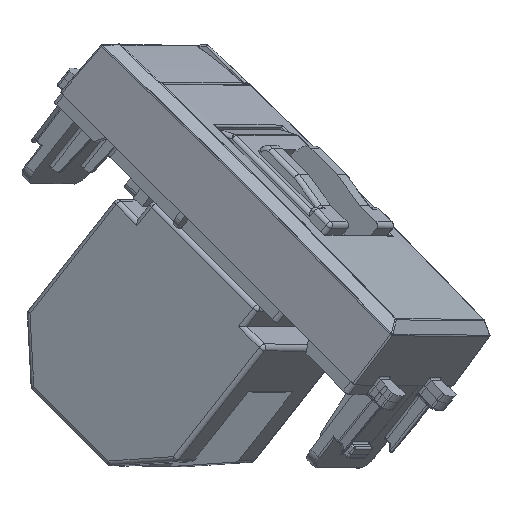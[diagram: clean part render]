
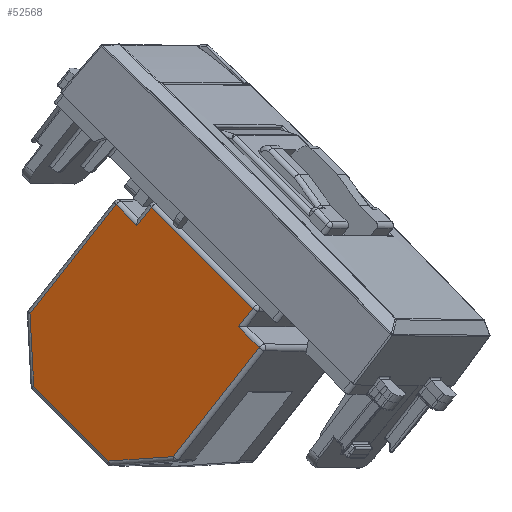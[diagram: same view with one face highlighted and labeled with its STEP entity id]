
A CAD part, isometric view. The second image highlights one B-rep face of the part: STEP entity #52568.
In plain terms, the highlighted face is planar.
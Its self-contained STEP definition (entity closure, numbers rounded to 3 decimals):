
#50125=CARTESIAN_POINT('Vertex',(17.793,-10.95,-8.875)) ;
#50144=CARTESIAN_POINT('Line Origine',(20.456,-8.286,-8.875)) ;
#50148=CARTESIAN_POINT('Vertex',(23.,-5.743,-8.875)) ;
#50184=CARTESIAN_POINT('Line Origine',(23.,0.,-8.875)) ;
#50188=CARTESIAN_POINT('Vertex',(23.,5.743,-8.875)) ;
#50224=CARTESIAN_POINT('Line Origine',(20.456,8.286,-8.875)) ;
#50228=CARTESIAN_POINT('Vertex',(17.793,10.95,-8.875)) ;
#50478=CARTESIAN_POINT('Line Origine',(11.75,10.95,-8.875)) ;
#50482=CARTESIAN_POINT('Vertex',(3.,10.95,-8.875)) ;
#50661=CARTESIAN_POINT('Line Origine',(11.75,-10.95,-8.875)) ;
#50665=CARTESIAN_POINT('Vertex',(3.,-10.95,-8.875)) ;
#51273=CARTESIAN_POINT('Line Origine',(3.,0.,-8.875)) ;
#51277=CARTESIAN_POINT('Vertex',(3.,7.75,-8.875)) ;
#51300=CARTESIAN_POINT('Line Origine',(3.,0.,-8.875)) ;
#51304=CARTESIAN_POINT('Vertex',(3.,-7.75,-8.875)) ;
#52520=CARTESIAN_POINT('Line Origine',(7.865,7.75,-8.875)) ;
#52524=CARTESIAN_POINT('Vertex',(0.5,7.75,-8.875)) ;
#52539=CARTESIAN_POINT('Axis2P3D Location',(0.,0.,-8.875)) ;
#52544=CARTESIAN_POINT('Line Origine',(0.5,0.,-8.875)) ;
#52548=CARTESIAN_POINT('Vertex',(0.5,-7.75,-8.875)) ;
#52551=CARTESIAN_POINT('Line Origine',(1.75,-7.75,-8.875)) ;
#50145=DIRECTION('Vector Direction',(-0.707,-0.707,0.)) ;
#50185=DIRECTION('Vector Direction',(0.,1.,0.)) ;
#50225=DIRECTION('Vector Direction',(0.707,-0.707,0.)) ;
#50479=DIRECTION('Vector Direction',(1.,0.,0.)) ;
#50662=DIRECTION('Vector Direction',(-1.,0.,0.)) ;
#51274=DIRECTION('Vector Direction',(0.,-1.,0.)) ;
#51301=DIRECTION('Vector Direction',(0.,1.,0.)) ;
#52521=DIRECTION('Vector Direction',(-1.,0.,0.)) ;
#52540=DIRECTION('Axis2P3D Direction',(0.,0.,1.)) ;
#52541=DIRECTION('Axis2P3D XDirection',(1.,0.,0.)) ;
#52545=DIRECTION('Vector Direction',(0.,-1.,0.)) ;
#52552=DIRECTION('Vector Direction',(-1.,0.,0.)) ;
#52542=AXIS2_PLACEMENT_3D('Plane Axis2P3D',#52539,#52540,#52541) ;
#52557=ORIENTED_EDGE('',*,*,#52550,.F.) ;
#52558=ORIENTED_EDGE('',*,*,#52526,.F.) ;
#52559=ORIENTED_EDGE('',*,*,#51279,.T.) ;
#52560=ORIENTED_EDGE('',*,*,#50484,.F.) ;
#52561=ORIENTED_EDGE('',*,*,#50230,.F.) ;
#52562=ORIENTED_EDGE('',*,*,#50190,.F.) ;
#52563=ORIENTED_EDGE('',*,*,#50150,.F.) ;
#52564=ORIENTED_EDGE('',*,*,#50667,.F.) ;
#52565=ORIENTED_EDGE('',*,*,#51306,.T.) ;
#52566=ORIENTED_EDGE('',*,*,#52555,.F.) ;
#50146=VECTOR('Line Direction',#50145,1.) ;
#50186=VECTOR('Line Direction',#50185,1.) ;
#50226=VECTOR('Line Direction',#50225,1.) ;
#50480=VECTOR('Line Direction',#50479,1.) ;
#50663=VECTOR('Line Direction',#50662,1.) ;
#51275=VECTOR('Line Direction',#51274,1.) ;
#51302=VECTOR('Line Direction',#51301,1.) ;
#52522=VECTOR('Line Direction',#52521,1.) ;
#52546=VECTOR('Line Direction',#52545,1.) ;
#52553=VECTOR('Line Direction',#52552,1.) ;
#52568=ADVANCED_FACE('PartBody',(#52567),#52543,.F.) ;
#50150=EDGE_CURVE('',#50126,#50149,#50147,.F.) ;
#50190=EDGE_CURVE('',#50149,#50189,#50187,.T.) ;
#50230=EDGE_CURVE('',#50189,#50229,#50227,.F.) ;
#50484=EDGE_CURVE('',#50229,#50483,#50481,.F.) ;
#50667=EDGE_CURVE('',#50666,#50126,#50664,.F.) ;
#51279=EDGE_CURVE('',#51278,#50483,#51276,.F.) ;
#51306=EDGE_CURVE('',#50666,#51305,#51303,.T.) ;
#52526=EDGE_CURVE('',#51278,#52525,#52523,.T.) ;
#52550=EDGE_CURVE('',#52525,#52549,#52547,.T.) ;
#52555=EDGE_CURVE('',#52549,#51305,#52554,.F.) ;
#52556=EDGE_LOOP('',(#52557,#52558,#52559,#52560,#52561,#52562,#52563,#52564,#52565,#52566)) ;
#52567=FACE_OUTER_BOUND('',#52556,.T.) ;
#50147=LINE('Line',#50144,#50146) ;
#50187=LINE('Line',#50184,#50186) ;
#50227=LINE('Line',#50224,#50226) ;
#50481=LINE('Line',#50478,#50480) ;
#50664=LINE('Line',#50661,#50663) ;
#51276=LINE('Line',#51273,#51275) ;
#51303=LINE('Line',#51300,#51302) ;
#52523=LINE('Line',#52520,#52522) ;
#52547=LINE('Line',#52544,#52546) ;
#52554=LINE('Line',#52551,#52553) ;
#52543=PLANE('',#52542) ;
#50126=VERTEX_POINT('',#50125) ;
#50149=VERTEX_POINT('',#50148) ;
#50189=VERTEX_POINT('',#50188) ;
#50229=VERTEX_POINT('',#50228) ;
#50483=VERTEX_POINT('',#50482) ;
#50666=VERTEX_POINT('',#50665) ;
#51278=VERTEX_POINT('',#51277) ;
#51305=VERTEX_POINT('',#51304) ;
#52525=VERTEX_POINT('',#52524) ;
#52549=VERTEX_POINT('',#52548) ;
